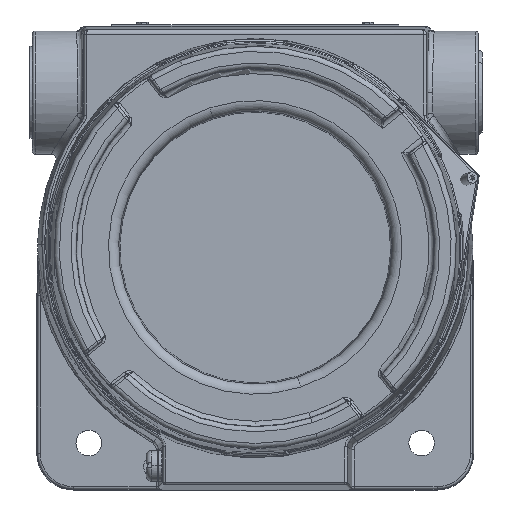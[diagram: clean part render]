
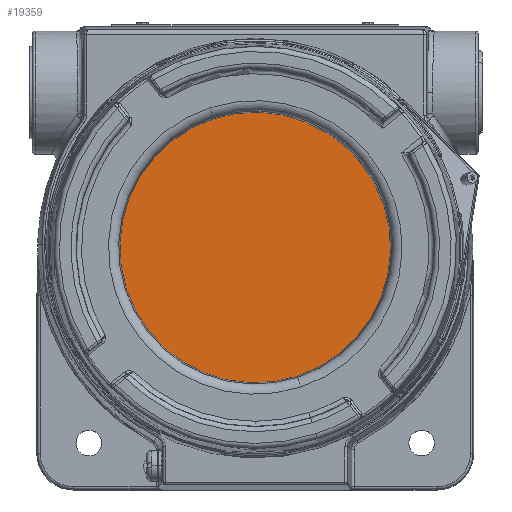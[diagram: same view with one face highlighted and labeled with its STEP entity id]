
A CAD part, top view. The second image highlights one B-rep face of the part: STEP entity #19359.
In plain terms, the highlighted planar face has unit normal (0, 0, 1).
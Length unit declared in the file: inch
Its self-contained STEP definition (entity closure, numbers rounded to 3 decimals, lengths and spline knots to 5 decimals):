
#2105 = DIRECTION ( 'NONE',  ( 0., 0., -1. ) ) ;
#2138 = PLANE ( 'NONE',  #18942 ) ;
#5820 = CIRCLE ( 'NONE', #38448, 2.031 ) ;
#6266 = DIRECTION ( 'NONE',  ( -0.151, 0.989, 0. ) ) ;
#6559 = DIRECTION ( 'NONE',  ( 0., 0., -1. ) ) ;
#15005 = CARTESIAN_POINT ( 'NONE',  ( 0., 0., 3.562 ) ) ;
#16106 = CARTESIAN_POINT ( 'NONE',  ( 0., 0., 3.562 ) ) ;
#16395 = DIRECTION ( 'NONE',  ( -0.151, 0.989, 0. ) ) ;
#18910 = CARTESIAN_POINT ( 'NONE',  ( -0.30569, 2.00786, 3.562 ) ) ;
#18942 = AXIS2_PLACEMENT_3D ( 'NONE', #38042, #41572, #29573 ) ;
#19359 = ADVANCED_FACE ( 'NONE', ( #20532 ), #2138, .F. ) ;
#20134 = CIRCLE ( 'NONE', #52755, 2.031 ) ;
#20532 = FACE_OUTER_BOUND ( 'NONE', #43403, .T. ) ;
#21531 = ORIENTED_EDGE ( 'NONE', *, *, #54084, .F. ) ;
#22426 = VERTEX_POINT ( 'NONE', #56063 ) ;
#24260 = EDGE_CURVE ( 'NONE', #22426, #46533, #20134, .T. ) ;
#29573 = DIRECTION ( 'NONE',  ( -0.151, 0.989, 0. ) ) ;
#33409 = ORIENTED_EDGE ( 'NONE', *, *, #24260, .F. ) ;
#38042 = CARTESIAN_POINT ( 'NONE',  ( 0., 0., 3.562 ) ) ;
#38448 = AXIS2_PLACEMENT_3D ( 'NONE', #16106, #2105, #16395 ) ;
#41572 = DIRECTION ( 'NONE',  ( 0., 0., -1. ) ) ;
#43403 = EDGE_LOOP ( 'NONE', ( #21531, #33409 ) ) ;
#46533 = VERTEX_POINT ( 'NONE', #18910 ) ;
#52755 = AXIS2_PLACEMENT_3D ( 'NONE', #15005, #6559, #6266 ) ;
#54084 = EDGE_CURVE ( 'NONE', #46533, #22426, #5820, .T. ) ;
#56063 = CARTESIAN_POINT ( 'NONE',  ( 0.30569, -2.00786, 3.562 ) ) ;
